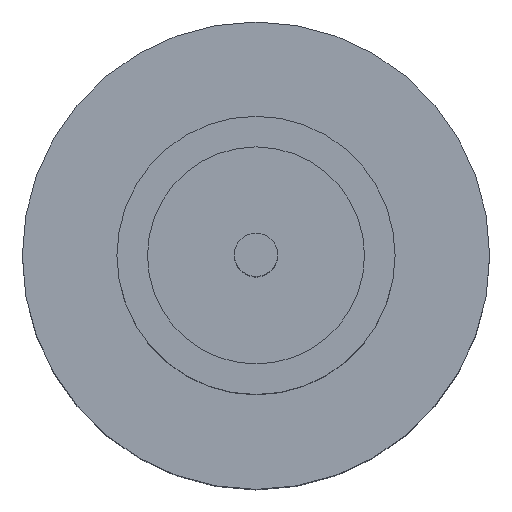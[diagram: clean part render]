
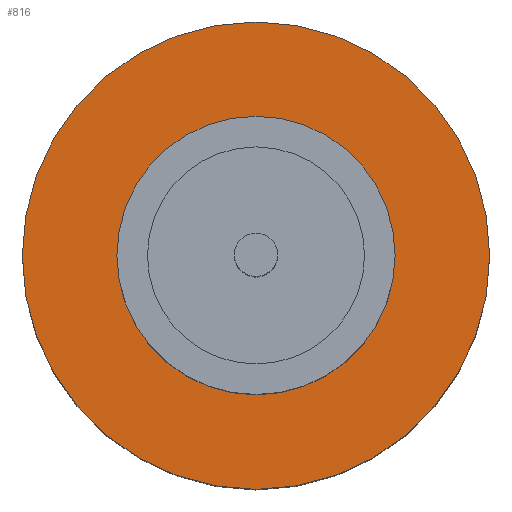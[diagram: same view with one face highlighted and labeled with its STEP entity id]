
A CAD part, top view. The second image highlights one B-rep face of the part: STEP entity #816.
In plain terms, the highlighted planar face has unit normal (0, 0, 1).
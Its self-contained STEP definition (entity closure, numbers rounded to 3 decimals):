
#10 = CARTESIAN_POINT ( 'NONE',  ( 0., 0., 1.55 ) ) ;
#22 = ORIENTED_EDGE ( 'NONE', *, *, #536, .T. ) ;
#41 = DIRECTION ( 'NONE',  ( 0., 0., 1. ) ) ;
#78 = PLANE ( 'NONE',  #957 ) ;
#81 = VERTEX_POINT ( 'NONE', #674 ) ;
#89 = CARTESIAN_POINT ( 'NONE',  ( -1.25, 0., 1.55 ) ) ;
#118 = AXIS2_PLACEMENT_3D ( 'NONE', #154, #144, #679 ) ;
#135 = VERTEX_POINT ( 'NONE', #902 ) ;
#144 = DIRECTION ( 'NONE',  ( 0., 0., 1. ) ) ;
#145 = AXIS2_PLACEMENT_3D ( 'NONE', #349, #41, #787 ) ;
#154 = CARTESIAN_POINT ( 'NONE',  ( 0., 0., 1.55 ) ) ;
#172 = EDGE_CURVE ( 'NONE', #81, #135, #724, .T. ) ;
#184 = VERTEX_POINT ( 'NONE', #89 ) ;
#230 = AXIS2_PLACEMENT_3D ( 'NONE', #651, #426, #721 ) ;
#248 = CIRCLE ( 'NONE', #145, 1.25 ) ;
#272 = CIRCLE ( 'NONE', #230, 1.25 ) ;
#308 = AXIS2_PLACEMENT_3D ( 'NONE', #766, #324, #682 ) ;
#324 = DIRECTION ( 'NONE',  ( 0., 0., 1. ) ) ;
#327 = VERTEX_POINT ( 'NONE', #857 ) ;
#349 = CARTESIAN_POINT ( 'NONE',  ( 0., 0., 1.55 ) ) ;
#382 = DIRECTION ( 'NONE',  ( 1., 0., 0. ) ) ;
#400 = EDGE_LOOP ( 'NONE', ( #22, #638 ) ) ;
#426 = DIRECTION ( 'NONE',  ( 0., 0., 1. ) ) ;
#443 = FACE_BOUND ( 'NONE', #928, .T. ) ;
#536 = EDGE_CURVE ( 'NONE', #135, #81, #723, .T. ) ;
#589 = FACE_OUTER_BOUND ( 'NONE', #400, .T. ) ;
#638 = ORIENTED_EDGE ( 'NONE', *, *, #172, .T. ) ;
#651 = CARTESIAN_POINT ( 'NONE',  ( 0., 0., 1.55 ) ) ;
#674 = CARTESIAN_POINT ( 'NONE',  ( 2.1, 0., 1.55 ) ) ;
#679 = DIRECTION ( 'NONE',  ( 1., 0., 0. ) ) ;
#682 = DIRECTION ( 'NONE',  ( 1., 0., 0. ) ) ;
#691 = DIRECTION ( 'NONE',  ( 0., 0., 1. ) ) ;
#719 = EDGE_CURVE ( 'NONE', #327, #184, #272, .T. ) ;
#721 = DIRECTION ( 'NONE',  ( 1., 0., 0. ) ) ;
#723 = CIRCLE ( 'NONE', #118, 2.1 ) ;
#724 = CIRCLE ( 'NONE', #308, 2.1 ) ;
#766 = CARTESIAN_POINT ( 'NONE',  ( 0., 0., 1.55 ) ) ;
#770 = EDGE_CURVE ( 'NONE', #184, #327, #248, .T. ) ;
#783 = ORIENTED_EDGE ( 'NONE', *, *, #719, .F. ) ;
#787 = DIRECTION ( 'NONE',  ( 1., 0., 0. ) ) ;
#816 = ADVANCED_FACE ( 'NONE', ( #443, #589 ), #78, .T. ) ;
#857 = CARTESIAN_POINT ( 'NONE',  ( 1.25, 0., 1.55 ) ) ;
#875 = ORIENTED_EDGE ( 'NONE', *, *, #770, .F. ) ;
#902 = CARTESIAN_POINT ( 'NONE',  ( -2.1, 0., 1.55 ) ) ;
#928 = EDGE_LOOP ( 'NONE', ( #783, #875 ) ) ;
#957 = AXIS2_PLACEMENT_3D ( 'NONE', #10, #691, #382 ) ;
